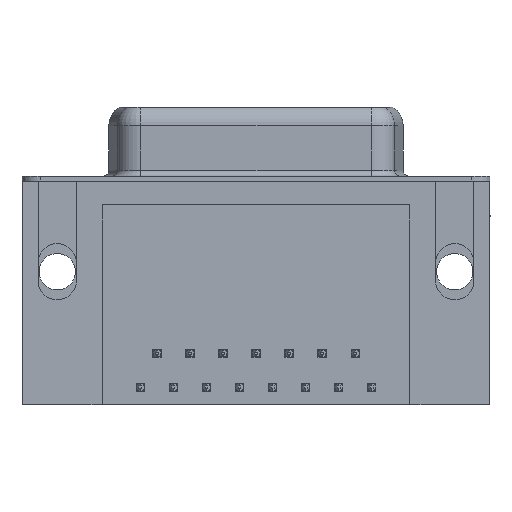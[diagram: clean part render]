
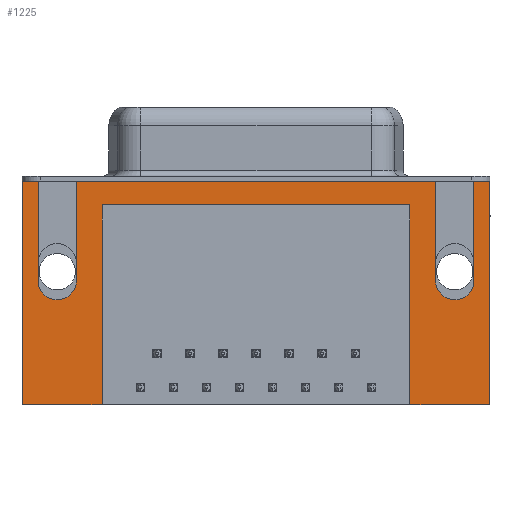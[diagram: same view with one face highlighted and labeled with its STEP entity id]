
A CAD part, front view. The second image highlights one B-rep face of the part: STEP entity #1225.
In plain terms, the highlighted planar face has unit normal (0, -1, 0).
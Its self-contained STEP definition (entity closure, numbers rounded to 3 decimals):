
#375 = ORIENTED_EDGE ( 'NONE', *, *, #16268, .F. ) ;
#564 = VECTOR ( 'NONE', #17434, 1000. ) ;
#594 = ORIENTED_EDGE ( 'NONE', *, *, #13416, .F. ) ;
#601 = CARTESIAN_POINT ( 'NONE',  ( 36.255, -6.275, -18.76 ) ) ;
#976 = VERTEX_POINT ( 'NONE', #13940 ) ;
#1225 = ADVANCED_FACE ( 'NONE', ( #3893 ), #14077, .T. ) ;
#2166 = CIRCLE ( 'NONE', #17005, 1.6 ) ;
#2306 = EDGE_CURVE ( 'NONE', #18732, #13106, #14085, .T. ) ;
#2388 = ORIENTED_EDGE ( 'NONE', *, *, #15821, .F. ) ;
#2456 = CARTESIAN_POINT ( 'NONE',  ( 0., -6.275, -8.35 ) ) ;
#2480 = CARTESIAN_POINT ( 'NONE',  ( 36.255, -6.275, -2.5 ) ) ;
#2491 = ORIENTED_EDGE ( 'NONE', *, *, #9545, .F. ) ;
#2558 = DIRECTION ( 'NONE',  ( 0., 0., 1. ) ) ;
#2611 = CARTESIAN_POINT ( 'NONE',  ( -2.935, -6.275, -18.76 ) ) ;
#2802 = VECTOR ( 'NONE', #6249, 1000. ) ;
#2958 = LINE ( 'NONE', #601, #2802 ) ;
#3099 = DIRECTION ( 'NONE',  ( 0., 0., 1. ) ) ;
#3233 = VERTEX_POINT ( 'NONE', #23017 ) ;
#3310 = ORIENTED_EDGE ( 'NONE', *, *, #13881, .F. ) ;
#3893 = FACE_OUTER_BOUND ( 'NONE', #18378, .T. ) ;
#4255 = LINE ( 'NONE', #6605, #564 ) ;
#4657 = DIRECTION ( 'NONE',  ( 0., 0., -1. ) ) ;
#4702 = CARTESIAN_POINT ( 'NONE',  ( -2.935, -6.275, 0. ) ) ;
#4708 = ORIENTED_EDGE ( 'NONE', *, *, #13540, .F. ) ;
#4944 = DIRECTION ( 'NONE',  ( 1., 0., 0. ) ) ;
#5045 = CARTESIAN_POINT ( 'NONE',  ( -2.935, -6.275, -2.5 ) ) ;
#5059 = DIRECTION ( 'NONE',  ( 1., 0., 0. ) ) ;
#5095 = ORIENTED_EDGE ( 'NONE', *, *, #11708, .F. ) ;
#5606 = CARTESIAN_POINT ( 'NONE',  ( 31.72, -6.275, 0. ) ) ;
#5778 = VERTEX_POINT ( 'NONE', #20039 ) ;
#5788 = ORIENTED_EDGE ( 'NONE', *, *, #5975, .F. ) ;
#5794 = DIRECTION ( 'NONE',  ( 0., 0., 1. ) ) ;
#5975 = EDGE_CURVE ( 'NONE', #17529, #3233, #20949, .T. ) ;
#6057 = CARTESIAN_POINT ( 'NONE',  ( 29.555, -6.275, -2. ) ) ;
#6214 = ORIENTED_EDGE ( 'NONE', *, *, #12245, .T. ) ;
#6249 = DIRECTION ( 'NONE',  ( -1., 0., 0. ) ) ;
#6605 = CARTESIAN_POINT ( 'NONE',  ( -2.935, -6.275, 0. ) ) ;
#6618 = DIRECTION ( 'NONE',  ( -1., 0., 0. ) ) ;
#6697 = CARTESIAN_POINT ( 'NONE',  ( 36.255, -6.275, -18.76 ) ) ;
#7550 = DIRECTION ( 'NONE',  ( 0., 0., -1. ) ) ;
#7719 = VERTEX_POINT ( 'NONE', #22051 ) ;
#7972 = ORIENTED_EDGE ( 'NONE', *, *, #12286, .F. ) ;
#8246 = VECTOR ( 'NONE', #24006, 1000. ) ;
#8542 = DIRECTION ( 'NONE',  ( 0., 0., -1. ) ) ;
#9055 = CARTESIAN_POINT ( 'NONE',  ( 1.6, -6.275, 0. ) ) ;
#9435 = VECTOR ( 'NONE', #23252, 1000. ) ;
#9477 = LINE ( 'NONE', #15806, #9435 ) ;
#9545 = EDGE_CURVE ( 'NONE', #11894, #15026, #4255, .T. ) ;
#9954 = VECTOR ( 'NONE', #19256, 1000. ) ;
#9994 = LINE ( 'NONE', #6057, #9954 ) ;
#10064 = ORIENTED_EDGE ( 'NONE', *, *, #17996, .F. ) ;
#10387 = CARTESIAN_POINT ( 'NONE',  ( 33.32, -6.275, -8.35 ) ) ;
#10451 = CARTESIAN_POINT ( 'NONE',  ( 29.555, -6.275, -2. ) ) ;
#10479 = DIRECTION ( 'NONE',  ( 0., -1., 0. ) ) ;
#10584 = LINE ( 'NONE', #9055, #8246 ) ;
#10928 = ORIENTED_EDGE ( 'NONE', *, *, #14066, .F. ) ;
#11089 = EDGE_CURVE ( 'NONE', #17059, #13264, #17535, .T. ) ;
#11203 = ORIENTED_EDGE ( 'NONE', *, *, #20706, .F. ) ;
#11220 = VECTOR ( 'NONE', #16340, 1000. ) ;
#11243 = LINE ( 'NONE', #12502, #11220 ) ;
#11584 = LINE ( 'NONE', #6697, #11607 ) ;
#11607 = VECTOR ( 'NONE', #6618, 1000. ) ;
#11708 = EDGE_CURVE ( 'NONE', #20016, #13819, #22320, .T. ) ;
#11894 = VERTEX_POINT ( 'NONE', #20354 ) ;
#11951 = EDGE_CURVE ( 'NONE', #13106, #976, #20405, .T. ) ;
#12245 = EDGE_CURVE ( 'NONE', #16697, #15026, #13803, .T. ) ;
#12283 = DIRECTION ( 'NONE',  ( -1., 0., 0. ) ) ;
#12286 = EDGE_CURVE ( 'NONE', #7719, #17529, #13535, .T. ) ;
#12502 = CARTESIAN_POINT ( 'NONE',  ( -2.935, -6.275, 0. ) ) ;
#13106 = VERTEX_POINT ( 'NONE', #13247 ) ;
#13247 = CARTESIAN_POINT ( 'NONE',  ( 31.72, -6.275, 0. ) ) ;
#13264 = VERTEX_POINT ( 'NONE', #13750 ) ;
#13319 = CARTESIAN_POINT ( 'NONE',  ( -2.935, -6.275, -2.5 ) ) ;
#13416 = EDGE_CURVE ( 'NONE', #13819, #17059, #11584, .T. ) ;
#13485 = CARTESIAN_POINT ( 'NONE',  ( 36.255, -6.275, 0. ) ) ;
#13535 = LINE ( 'NONE', #19754, #13583 ) ;
#13540 = EDGE_CURVE ( 'NONE', #13264, #7719, #11243, .T. ) ;
#13583 = VECTOR ( 'NONE', #4657, 1000. ) ;
#13733 = VECTOR ( 'NONE', #2558, 1000. ) ;
#13750 = CARTESIAN_POINT ( 'NONE',  ( -2.935, -6.275, 0. ) ) ;
#13803 = LINE ( 'NONE', #2480, #13733 ) ;
#13819 = VERTEX_POINT ( 'NONE', #19093 ) ;
#13881 = EDGE_CURVE ( 'NONE', #5778, #17157, #9994, .T. ) ;
#13940 = CARTESIAN_POINT ( 'NONE',  ( 31.72, -6.275, -8.35 ) ) ;
#14066 = EDGE_CURVE ( 'NONE', #17157, #20016, #9477, .T. ) ;
#14068 = CARTESIAN_POINT ( 'NONE',  ( 3.765, -6.275, -2. ) ) ;
#14077 = PLANE ( 'NONE',  #16730 ) ;
#14085 = LINE ( 'NONE', #4702, #14090 ) ;
#14090 = VECTOR ( 'NONE', #4944, 1000. ) ;
#15026 = VERTEX_POINT ( 'NONE', #13485 ) ;
#15806 = CARTESIAN_POINT ( 'NONE',  ( 3.765, -6.275, -2. ) ) ;
#15821 = EDGE_CURVE ( 'NONE', #16697, #5778, #2958, .T. ) ;
#16268 = EDGE_CURVE ( 'NONE', #22144, #11894, #19986, .T. ) ;
#16340 = DIRECTION ( 'NONE',  ( 1., 0., 0. ) ) ;
#16697 = VERTEX_POINT ( 'NONE', #18467 ) ;
#16730 = AXIS2_PLACEMENT_3D ( 'NONE', #13319, #10479, #23407 ) ;
#17005 = AXIS2_PLACEMENT_3D ( 'NONE', #10387, #23474, #12283 ) ;
#17059 = VERTEX_POINT ( 'NONE', #2611 ) ;
#17157 = VERTEX_POINT ( 'NONE', #10451 ) ;
#17434 = DIRECTION ( 'NONE',  ( 1., 0., 0. ) ) ;
#17451 = VECTOR ( 'NONE', #3099, 1000. ) ;
#17529 = VERTEX_POINT ( 'NONE', #21051 ) ;
#17535 = LINE ( 'NONE', #5045, #17451 ) ;
#17661 = VECTOR ( 'NONE', #5794, 1000. ) ;
#17745 = DIRECTION ( 'NONE',  ( 0., -1., 0. ) ) ;
#17996 = EDGE_CURVE ( 'NONE', #3233, #18732, #10584, .T. ) ;
#18378 = EDGE_LOOP ( 'NONE', ( #375, #11203, #23493, #23904, #10064, #5788, #7972, #4708, #19800, #594, #5095, #10928, #3310, #2388, #6214, #2491 ) ) ;
#18467 = CARTESIAN_POINT ( 'NONE',  ( 36.255, -6.275, -18.76 ) ) ;
#18732 = VERTEX_POINT ( 'NONE', #19691 ) ;
#19003 = CARTESIAN_POINT ( 'NONE',  ( 34.92, -6.275, 0. ) ) ;
#19093 = CARTESIAN_POINT ( 'NONE',  ( 3.765, -6.275, -18.76 ) ) ;
#19256 = DIRECTION ( 'NONE',  ( 0., 0., 1. ) ) ;
#19612 = CARTESIAN_POINT ( 'NONE',  ( 34.92, -6.275, -8.35 ) ) ;
#19691 = CARTESIAN_POINT ( 'NONE',  ( 1.6, -6.275, 0. ) ) ;
#19754 = CARTESIAN_POINT ( 'NONE',  ( -1.6, -6.275, 0. ) ) ;
#19800 = ORIENTED_EDGE ( 'NONE', *, *, #11089, .F. ) ;
#19986 = LINE ( 'NONE', #19003, #17661 ) ;
#20016 = VERTEX_POINT ( 'NONE', #14068 ) ;
#20039 = CARTESIAN_POINT ( 'NONE',  ( 29.555, -6.275, -18.76 ) ) ;
#20354 = CARTESIAN_POINT ( 'NONE',  ( 34.92, -6.275, 0. ) ) ;
#20405 = LINE ( 'NONE', #5606, #23250 ) ;
#20706 = EDGE_CURVE ( 'NONE', #976, #22144, #2166, .T. ) ;
#20822 = VECTOR ( 'NONE', #8542, 1000. ) ;
#20949 = CIRCLE ( 'NONE', #21525, 1.6 ) ;
#21051 = CARTESIAN_POINT ( 'NONE',  ( -1.6, -6.275, -8.35 ) ) ;
#21525 = AXIS2_PLACEMENT_3D ( 'NONE', #2456, #17745, #5059 ) ;
#22051 = CARTESIAN_POINT ( 'NONE',  ( -1.6, -6.275, 0. ) ) ;
#22144 = VERTEX_POINT ( 'NONE', #19612 ) ;
#22320 = LINE ( 'NONE', #23427, #20822 ) ;
#23017 = CARTESIAN_POINT ( 'NONE',  ( 1.6, -6.275, -8.35 ) ) ;
#23250 = VECTOR ( 'NONE', #7550, 1000. ) ;
#23252 = DIRECTION ( 'NONE',  ( -1., 0., 0. ) ) ;
#23407 = DIRECTION ( 'NONE',  ( 0., 0., -1. ) ) ;
#23427 = CARTESIAN_POINT ( 'NONE',  ( 3.765, -6.275, -2. ) ) ;
#23474 = DIRECTION ( 'NONE',  ( 0., -1., 0. ) ) ;
#23493 = ORIENTED_EDGE ( 'NONE', *, *, #11951, .F. ) ;
#23904 = ORIENTED_EDGE ( 'NONE', *, *, #2306, .F. ) ;
#24006 = DIRECTION ( 'NONE',  ( 0., 0., 1. ) ) ;
